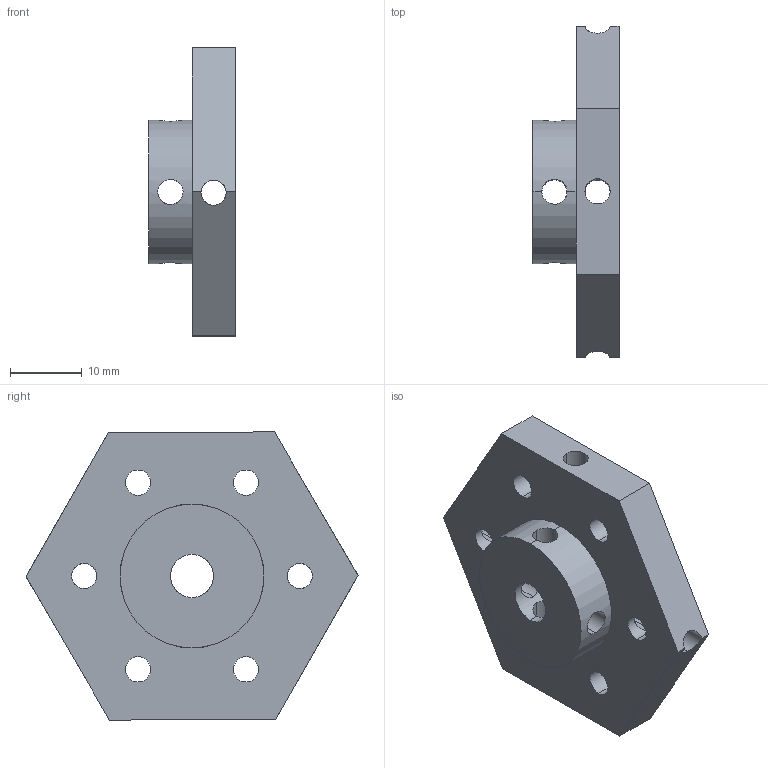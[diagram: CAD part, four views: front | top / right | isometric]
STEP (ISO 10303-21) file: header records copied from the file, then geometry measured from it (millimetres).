
FILE_DESCRIPTION (( 'STEP AP214' ), '1' );
FILE_NAME ('adaptateur roue.STEP', '2018-02-09T22:54:11', ( 'Valentin' ), ( '' ), 'SwSTEP 2.0', 'SolidWorks 2016', '' );
FILE_SCHEMA (( 'AUTOMOTIVE_DESIGN' ));
Length unit declared in the file: millimetre
Products named in the file (1): adaptateur roue
Bounding box: 12 x 46.19 x 40.09 mm (x, y, z)
Volume: 8586.4 mm3; surface area: 5301.2 mm2
Topology: 1 solids, 1 shells, 41 faces, 150 edges, 100 vertices
Faces by surface type: cylinder 32, plane 9
Entity records: 2488 total; most frequent: CARTESIAN_POINT 1190, ORIENTED_EDGE 300, DIRECTION 218, EDGE_CURVE 150, VERTEX_POINT 100, AXIS2_PLACEMENT_3D 78, EDGE_LOOP 64, VECTOR 62
